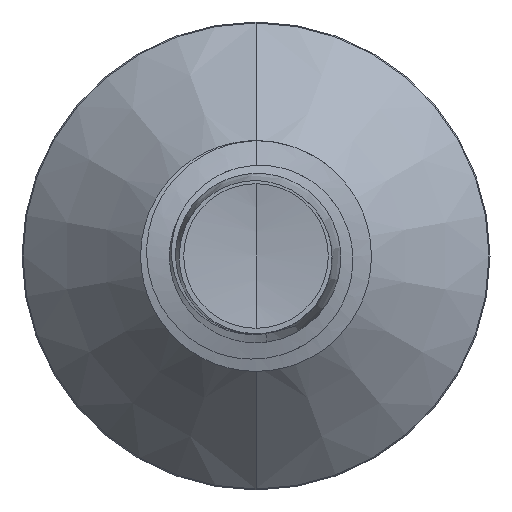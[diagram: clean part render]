
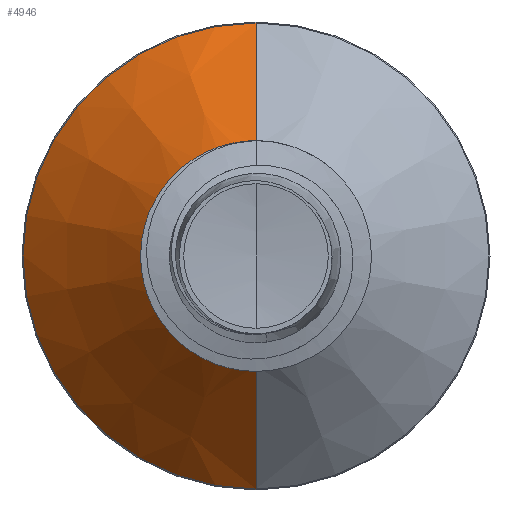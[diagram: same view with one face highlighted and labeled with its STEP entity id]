
A CAD part, front view. The second image highlights one B-rep face of the part: STEP entity #4946.
In plain terms, the highlighted conical face has half-angle 45 degrees and reference radius 0.859 mm.
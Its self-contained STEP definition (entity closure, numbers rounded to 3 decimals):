
#146 = CARTESIAN_POINT ( 'NONE',  ( 0., 1.892, 0. ) ) ;
#218 = DIRECTION ( 'NONE',  ( 0., 0.707, -0.707 ) ) ;
#428 = AXIS2_PLACEMENT_3D ( 'NONE', #1850, #6275, #2523 ) ;
#477 = EDGE_CURVE ( 'NONE', #1262, #3939, #505, .T. ) ;
#505 = CIRCLE ( 'NONE', #428, 0.859 ) ;
#658 = CARTESIAN_POINT ( 'NONE',  ( 0., 1.892, -1.817 ) ) ;
#705 = FACE_OUTER_BOUND ( 'NONE', #4046, .T. ) ;
#782 = AXIS2_PLACEMENT_3D ( 'NONE', #5903, #3436, #7769 ) ;
#785 = DIRECTION ( 'NONE',  ( 0., 0., 1. ) ) ;
#797 = DIRECTION ( 'NONE',  ( 0., 0.707, 0.707 ) ) ;
#888 = CARTESIAN_POINT ( 'NONE',  ( 0., 0.934, -0.859 ) ) ;
#1169 = CARTESIAN_POINT ( 'NONE',  ( 0., 0.934, 0.859 ) ) ;
#1193 = EDGE_CURVE ( 'NONE', #1262, #4818, #6644, .T. ) ;
#1217 = VECTOR ( 'NONE', #218, 1000. ) ;
#1262 = VERTEX_POINT ( 'NONE', #888 ) ;
#1377 = AXIS2_PLACEMENT_3D ( 'NONE', #146, #4607, #785 ) ;
#1408 = CARTESIAN_POINT ( 'NONE',  ( 0., 1.892, 1.817 ) ) ;
#1850 = CARTESIAN_POINT ( 'NONE',  ( 0., 0.934, 0. ) ) ;
#2048 = ORIENTED_EDGE ( 'NONE', *, *, #5377, .T. ) ;
#2055 = ORIENTED_EDGE ( 'NONE', *, *, #477, .T. ) ;
#2523 = DIRECTION ( 'NONE',  ( 0., 0., 1. ) ) ;
#2791 = ORIENTED_EDGE ( 'NONE', *, *, #1193, .F. ) ;
#3436 = DIRECTION ( 'NONE',  ( 0., 1., 0. ) ) ;
#3704 = CONICAL_SURFACE ( 'NONE', #782, 0.859, 0.785 ) ;
#3939 = VERTEX_POINT ( 'NONE', #1169 ) ;
#4046 = EDGE_LOOP ( 'NONE', ( #2791, #2055, #2048, #5898 ) ) ;
#4115 = LINE ( 'NONE', #5107, #4984 ) ;
#4344 = EDGE_CURVE ( 'NONE', #4818, #7551, #5291, .T. ) ;
#4607 = DIRECTION ( 'NONE',  ( 0., 1., 0. ) ) ;
#4818 = VERTEX_POINT ( 'NONE', #658 ) ;
#4946 = ADVANCED_FACE ( 'NONE', ( #705 ), #3704, .T. ) ;
#4984 = VECTOR ( 'NONE', #797, 1000. ) ;
#5107 = CARTESIAN_POINT ( 'NONE',  ( 0., 0.934, 0.859 ) ) ;
#5291 = CIRCLE ( 'NONE', #1377, 1.817 ) ;
#5377 = EDGE_CURVE ( 'NONE', #3939, #7551, #4115, .T. ) ;
#5898 = ORIENTED_EDGE ( 'NONE', *, *, #4344, .F. ) ;
#5903 = CARTESIAN_POINT ( 'NONE',  ( 0., 0.934, 0. ) ) ;
#6275 = DIRECTION ( 'NONE',  ( 0., 1., 0. ) ) ;
#6556 = CARTESIAN_POINT ( 'NONE',  ( 0., 0.934, -0.859 ) ) ;
#6644 = LINE ( 'NONE', #6556, #1217 ) ;
#7551 = VERTEX_POINT ( 'NONE', #1408 ) ;
#7769 = DIRECTION ( 'NONE',  ( 0., 0., 1. ) ) ;
